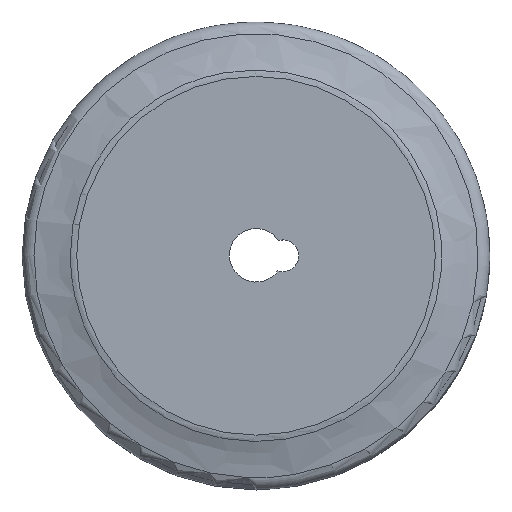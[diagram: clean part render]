
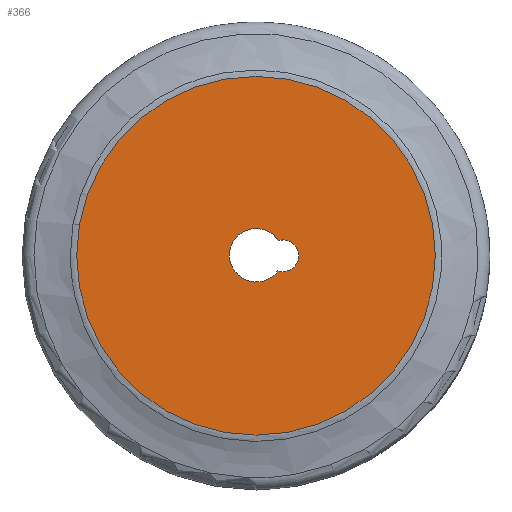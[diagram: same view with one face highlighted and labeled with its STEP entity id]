
A CAD part, top view. The second image highlights one B-rep face of the part: STEP entity #366.
In plain terms, the highlighted planar face has unit normal (0, 0, 1).
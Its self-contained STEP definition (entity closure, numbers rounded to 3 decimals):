
#19=FACE_BOUND('',#105,.T.);
#30=PLANE('',#422);
#77=FACE_OUTER_BOUND('',#104,.T.);
#104=EDGE_LOOP('',(#302));
#105=EDGE_LOOP('',(#303,#304));
#132=CIRCLE('',#395,58.966);
#136=CIRCLE('',#401,34.898);
#149=CIRCLE('',#423,395.);
#172=VERTEX_POINT('',#1195);
#173=VERTEX_POINT('',#1196);
#186=VERTEX_POINT('',#1372);
#208=EDGE_CURVE('',#172,#173,#132,.T.);
#214=EDGE_CURVE('',#173,#172,#136,.T.);
#230=EDGE_CURVE('',#186,#186,#149,.T.);
#302=ORIENTED_EDGE('',*,*,#230,.F.);
#303=ORIENTED_EDGE('',*,*,#214,.T.);
#304=ORIENTED_EDGE('',*,*,#208,.T.);
#366=ADVANCED_FACE('',(#77,#19),#30,.T.);
#395=AXIS2_PLACEMENT_3D('',#1197,#461,#462);
#401=AXIS2_PLACEMENT_3D('',#1207,#475,#476);
#422=AXIS2_PLACEMENT_3D('',#1371,#518,#519);
#423=AXIS2_PLACEMENT_3D('',#1373,#520,#521);
#461=DIRECTION('center_axis',(0.,0.,
-1.));
#462=DIRECTION('ref_axis',(-1.,0.,0.));
#475=DIRECTION('center_axis',(0.,0.,
-1.));
#476=DIRECTION('ref_axis',(-1.,0.,0.));
#518=DIRECTION('center_axis',(0.,0.,
1.));
#519=DIRECTION('ref_axis',(0.174,-0.985,0.));
#520=DIRECTION('center_axis',(0.,0.,
-1.));
#521=DIRECTION('ref_axis',(0.174,-0.985,0.));
#1195=CARTESIAN_POINT('',(38.357,1476.862,75.));
#1196=CARTESIAN_POINT('',(39.527,1543.521,75.));
#1197=CARTESIAN_POINT('Origin',(-9.689,1511.045,75.));
#1207=CARTESIAN_POINT('Origin',(49.267,1510.011,75.));
#1371=CARTESIAN_POINT('Origin',(-10.,1510.,75.));
#1372=CARTESIAN_POINT('',(-78.591,1898.999,75.));
#1373=CARTESIAN_POINT('Origin',(-10.,1510.,75.));
